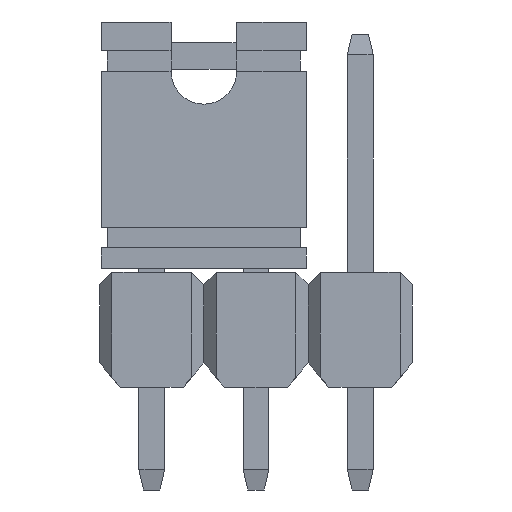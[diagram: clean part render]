
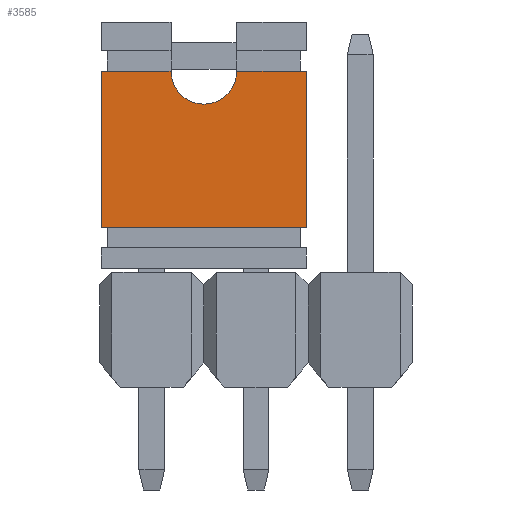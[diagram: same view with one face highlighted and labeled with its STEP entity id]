
A CAD part, front view. The second image highlights one B-rep face of the part: STEP entity #3585.
In plain terms, the highlighted planar face has unit normal (0, -1, 0).
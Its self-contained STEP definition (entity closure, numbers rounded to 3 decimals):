
#912 = CYLINDRICAL_SURFACE('',#913,0.8);
#913 = AXIS2_PLACEMENT_3D('',#914,#915,#916);
#914 = CARTESIAN_POINT('',(1.27,-1.25,7.7));
#915 = DIRECTION('',(0.,-1.,0.));
#916 = DIRECTION('',(1.,0.,0.));
#1065 = PLANE('',#1066);
#1066 = AXIS2_PLACEMENT_3D('',#1067,#1068,#1069);
#1067 = CARTESIAN_POINT('',(1.27,0.,3.9));
#1068 = DIRECTION('',(-0.,-0.,-1.));
#1069 = DIRECTION('',(-1.,0.,0.));
#1562 = PLANE('',#1563);
#1563 = AXIS2_PLACEMENT_3D('',#1564,#1565,#1566);
#1564 = CARTESIAN_POINT('',(1.27,0.,7.7));
#1565 = DIRECTION('',(-0.,-0.,-1.));
#1566 = DIRECTION('',(-1.,0.,0.));
#1621 = PLANE('',#1622);
#1622 = AXIS2_PLACEMENT_3D('',#1623,#1624,#1625);
#1623 = CARTESIAN_POINT('',(1.27,0.,7.7));
#1624 = DIRECTION('',(-0.,-0.,-1.));
#1625 = DIRECTION('',(-1.,0.,0.));
#2061 = EDGE_CURVE('',#2062,#2064,#2066,.T.);
#2062 = VERTEX_POINT('',#2063);
#2063 = CARTESIAN_POINT('',(0.47,-1.25,7.7));
#2064 = VERTEX_POINT('',#2065);
#2065 = CARTESIAN_POINT('',(2.07,-1.25,7.7));
#2066 = SURFACE_CURVE('',#2067,(#2072,#2079),.PCURVE_S1.);
#2067 = CIRCLE('',#2068,0.8);
#2068 = AXIS2_PLACEMENT_3D('',#2069,#2070,#2071);
#2069 = CARTESIAN_POINT('',(1.27,-1.25,7.7));
#2070 = DIRECTION('',(0.,-1.,0.));
#2071 = DIRECTION('',(1.,0.,0.));
#2072 = PCURVE('',#912,#2073);
#2073 = DEFINITIONAL_REPRESENTATION('',(#2074),#2078);
#2074 = LINE('',#2075,#2076);
#2075 = CARTESIAN_POINT('',(0.,0.));
#2076 = VECTOR('',#2077,1.);
#2077 = DIRECTION('',(1.,0.));
#2078 = ( GEOMETRIC_REPRESENTATION_CONTEXT(2) 
PARAMETRIC_REPRESENTATION_CONTEXT() REPRESENTATION_CONTEXT('2D SPACE',''
  ) );
#2079 = PCURVE('',#2080,#2085);
#2080 = PLANE('',#2081);
#2081 = AXIS2_PLACEMENT_3D('',#2082,#2083,#2084);
#2082 = CARTESIAN_POINT('',(3.77,-1.25,2.9));
#2083 = DIRECTION('',(0.,-1.,0.));
#2084 = DIRECTION('',(-1.,0.,0.));
#2085 = DEFINITIONAL_REPRESENTATION('',(#2086),#2090);
#2086 = CIRCLE('',#2087,0.8);
#2087 = AXIS2_PLACEMENT_2D('',#2088,#2089);
#2088 = CARTESIAN_POINT('',(2.5,-4.8));
#2089 = DIRECTION('',(-1.,-0.));
#2090 = ( GEOMETRIC_REPRESENTATION_CONTEXT(2) 
PARAMETRIC_REPRESENTATION_CONTEXT() REPRESENTATION_CONTEXT('2D SPACE',''
  ) );
#2317 = VERTEX_POINT('',#2318);
#2318 = CARTESIAN_POINT('',(3.77,-1.25,3.9));
#2332 = PLANE('',#2333);
#2333 = AXIS2_PLACEMENT_3D('',#2334,#2335,#2336);
#2334 = CARTESIAN_POINT('',(3.77,1.25,2.9));
#2335 = DIRECTION('',(1.,0.,0.));
#2336 = DIRECTION('',(0.,-1.,0.));
#2344 = EDGE_CURVE('',#2317,#2345,#2347,.T.);
#2345 = VERTEX_POINT('',#2346);
#2346 = CARTESIAN_POINT('',(-1.23,-1.25,3.9));
#2347 = SURFACE_CURVE('',#2348,(#2352,#2359),.PCURVE_S1.);
#2348 = LINE('',#2349,#2350);
#2349 = CARTESIAN_POINT('',(3.77,-1.25,3.9));
#2350 = VECTOR('',#2351,1.);
#2351 = DIRECTION('',(-1.,0.,0.));
#2352 = PCURVE('',#1065,#2353);
#2353 = DEFINITIONAL_REPRESENTATION('',(#2354),#2358);
#2354 = LINE('',#2355,#2356);
#2355 = CARTESIAN_POINT('',(-2.5,-1.25));
#2356 = VECTOR('',#2357,1.);
#2357 = DIRECTION('',(1.,0.));
#2358 = ( GEOMETRIC_REPRESENTATION_CONTEXT(2) 
PARAMETRIC_REPRESENTATION_CONTEXT() REPRESENTATION_CONTEXT('2D SPACE',''
  ) );
#2359 = PCURVE('',#2080,#2360);
#2360 = DEFINITIONAL_REPRESENTATION('',(#2361),#2365);
#2361 = LINE('',#2362,#2363);
#2362 = CARTESIAN_POINT('',(0.,-1.));
#2363 = VECTOR('',#2364,1.);
#2364 = DIRECTION('',(1.,0.));
#2365 = ( GEOMETRIC_REPRESENTATION_CONTEXT(2) 
PARAMETRIC_REPRESENTATION_CONTEXT() REPRESENTATION_CONTEXT('2D SPACE',''
  ) );
#2381 = PLANE('',#2382);
#2382 = AXIS2_PLACEMENT_3D('',#2383,#2384,#2385);
#2383 = CARTESIAN_POINT('',(-1.23,-1.25,2.9));
#2384 = DIRECTION('',(-1.,0.,0.));
#2385 = DIRECTION('',(0.,1.,0.));
#2830 = VERTEX_POINT('',#2831);
#2831 = CARTESIAN_POINT('',(3.77,-1.25,7.7));
#2852 = EDGE_CURVE('',#2830,#2064,#2853,.T.);
#2853 = SURFACE_CURVE('',#2854,(#2858,#2865),.PCURVE_S1.);
#2854 = LINE('',#2855,#2856);
#2855 = CARTESIAN_POINT('',(3.77,-1.25,7.7));
#2856 = VECTOR('',#2857,1.);
#2857 = DIRECTION('',(-1.,0.,0.));
#2858 = PCURVE('',#1621,#2859);
#2859 = DEFINITIONAL_REPRESENTATION('',(#2860),#2864);
#2860 = LINE('',#2861,#2862);
#2861 = CARTESIAN_POINT('',(-2.5,-1.25));
#2862 = VECTOR('',#2863,1.);
#2863 = DIRECTION('',(1.,0.));
#2864 = ( GEOMETRIC_REPRESENTATION_CONTEXT(2) 
PARAMETRIC_REPRESENTATION_CONTEXT() REPRESENTATION_CONTEXT('2D SPACE',''
  ) );
#2865 = PCURVE('',#2080,#2866);
#2866 = DEFINITIONAL_REPRESENTATION('',(#2867),#2871);
#2867 = LINE('',#2868,#2869);
#2868 = CARTESIAN_POINT('',(0.,-4.8));
#2869 = VECTOR('',#2870,1.);
#2870 = DIRECTION('',(1.,0.));
#2871 = ( GEOMETRIC_REPRESENTATION_CONTEXT(2) 
PARAMETRIC_REPRESENTATION_CONTEXT() REPRESENTATION_CONTEXT('2D SPACE',''
  ) );
#3016 = EDGE_CURVE('',#2062,#3017,#3019,.T.);
#3017 = VERTEX_POINT('',#3018);
#3018 = CARTESIAN_POINT('',(-1.23,-1.25,7.7));
#3019 = SURFACE_CURVE('',#3020,(#3024,#3031),.PCURVE_S1.);
#3020 = LINE('',#3021,#3022);
#3021 = CARTESIAN_POINT('',(3.77,-1.25,7.7));
#3022 = VECTOR('',#3023,1.);
#3023 = DIRECTION('',(-1.,0.,0.));
#3024 = PCURVE('',#1562,#3025);
#3025 = DEFINITIONAL_REPRESENTATION('',(#3026),#3030);
#3026 = LINE('',#3027,#3028);
#3027 = CARTESIAN_POINT('',(-2.5,-1.25));
#3028 = VECTOR('',#3029,1.);
#3029 = DIRECTION('',(1.,0.));
#3030 = ( GEOMETRIC_REPRESENTATION_CONTEXT(2) 
PARAMETRIC_REPRESENTATION_CONTEXT() REPRESENTATION_CONTEXT('2D SPACE',''
  ) );
#3031 = PCURVE('',#2080,#3032);
#3032 = DEFINITIONAL_REPRESENTATION('',(#3033),#3037);
#3033 = LINE('',#3034,#3035);
#3034 = CARTESIAN_POINT('',(0.,-4.8));
#3035 = VECTOR('',#3036,1.);
#3036 = DIRECTION('',(1.,0.));
#3037 = ( GEOMETRIC_REPRESENTATION_CONTEXT(2) 
PARAMETRIC_REPRESENTATION_CONTEXT() REPRESENTATION_CONTEXT('2D SPACE',''
  ) );
#3585 = ADVANCED_FACE('',(#3586),#2080,.T.);
#3586 = FACE_BOUND('',#3587,.T.);
#3587 = EDGE_LOOP('',(#3588,#3589,#3610,#3611,#3612,#3613));
#3588 = ORIENTED_EDGE('',*,*,#2344,.F.);
#3589 = ORIENTED_EDGE('',*,*,#3590,.T.);
#3590 = EDGE_CURVE('',#2317,#2830,#3591,.T.);
#3591 = SURFACE_CURVE('',#3592,(#3596,#3603),.PCURVE_S1.);
#3592 = LINE('',#3593,#3594);
#3593 = CARTESIAN_POINT('',(3.77,-1.25,2.9));
#3594 = VECTOR('',#3595,1.);
#3595 = DIRECTION('',(0.,0.,1.));
#3596 = PCURVE('',#2080,#3597);
#3597 = DEFINITIONAL_REPRESENTATION('',(#3598),#3602);
#3598 = LINE('',#3599,#3600);
#3599 = CARTESIAN_POINT('',(0.,-0.));
#3600 = VECTOR('',#3601,1.);
#3601 = DIRECTION('',(0.,-1.));
#3602 = ( GEOMETRIC_REPRESENTATION_CONTEXT(2) 
PARAMETRIC_REPRESENTATION_CONTEXT() REPRESENTATION_CONTEXT('2D SPACE',''
  ) );
#3603 = PCURVE('',#2332,#3604);
#3604 = DEFINITIONAL_REPRESENTATION('',(#3605),#3609);
#3605 = LINE('',#3606,#3607);
#3606 = CARTESIAN_POINT('',(2.5,0.));
#3607 = VECTOR('',#3608,1.);
#3608 = DIRECTION('',(0.,-1.));
#3609 = ( GEOMETRIC_REPRESENTATION_CONTEXT(2) 
PARAMETRIC_REPRESENTATION_CONTEXT() REPRESENTATION_CONTEXT('2D SPACE',''
  ) );
#3610 = ORIENTED_EDGE('',*,*,#2852,.T.);
#3611 = ORIENTED_EDGE('',*,*,#2061,.F.);
#3612 = ORIENTED_EDGE('',*,*,#3016,.T.);
#3613 = ORIENTED_EDGE('',*,*,#3614,.F.);
#3614 = EDGE_CURVE('',#2345,#3017,#3615,.T.);
#3615 = SURFACE_CURVE('',#3616,(#3620,#3627),.PCURVE_S1.);
#3616 = LINE('',#3617,#3618);
#3617 = CARTESIAN_POINT('',(-1.23,-1.25,2.9));
#3618 = VECTOR('',#3619,1.);
#3619 = DIRECTION('',(0.,0.,1.));
#3620 = PCURVE('',#2080,#3621);
#3621 = DEFINITIONAL_REPRESENTATION('',(#3622),#3626);
#3622 = LINE('',#3623,#3624);
#3623 = CARTESIAN_POINT('',(5.,0.));
#3624 = VECTOR('',#3625,1.);
#3625 = DIRECTION('',(0.,-1.));
#3626 = ( GEOMETRIC_REPRESENTATION_CONTEXT(2) 
PARAMETRIC_REPRESENTATION_CONTEXT() REPRESENTATION_CONTEXT('2D SPACE',''
  ) );
#3627 = PCURVE('',#2381,#3628);
#3628 = DEFINITIONAL_REPRESENTATION('',(#3629),#3633);
#3629 = LINE('',#3630,#3631);
#3630 = CARTESIAN_POINT('',(0.,0.));
#3631 = VECTOR('',#3632,1.);
#3632 = DIRECTION('',(0.,-1.));
#3633 = ( GEOMETRIC_REPRESENTATION_CONTEXT(2) 
PARAMETRIC_REPRESENTATION_CONTEXT() REPRESENTATION_CONTEXT('2D SPACE',''
  ) );
